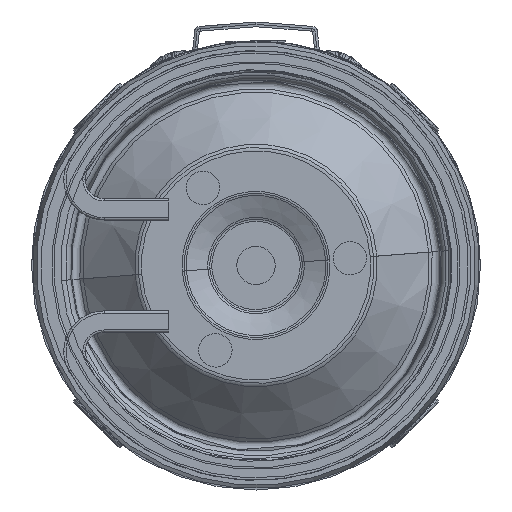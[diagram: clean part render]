
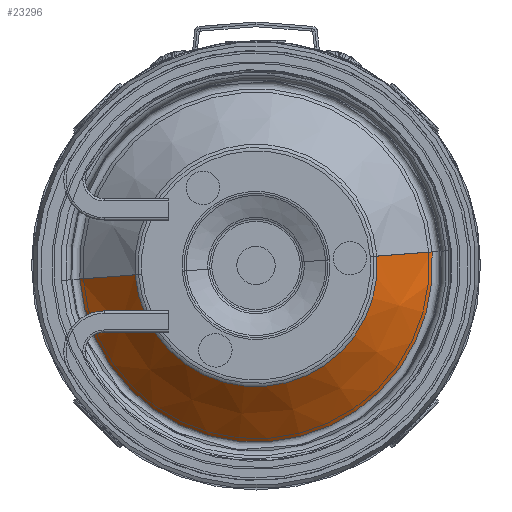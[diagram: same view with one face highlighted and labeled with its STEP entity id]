
A CAD part, front view. The second image highlights one B-rep face of the part: STEP entity #23296.
In plain terms, the highlighted conical face has half-angle 46.546 degrees and reference radius 25.375 mm.
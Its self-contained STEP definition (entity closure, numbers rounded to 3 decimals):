
#1056 = EDGE_LOOP ( 'NONE', ( #10697, #22791, #31901, #27694 ) ) ;
#1114 = CARTESIAN_POINT ( 'NONE',  ( 0., 11.526, 36.962 ) ) ;
#1921 = DIRECTION ( 'NONE',  ( 0., 1., 0. ) ) ;
#2540 = EDGE_CURVE ( 'NONE', #27749, #14855, #23495, .T. ) ;
#3678 = FACE_OUTER_BOUND ( 'NONE', #1056, .T. ) ;
#4531 = DIRECTION ( 'NONE',  ( 0., 0., 1. ) ) ;
#7314 = CONICAL_SURFACE ( 'NONE', #31246, 25.376, 0.812 ) ;
#7727 = CARTESIAN_POINT ( 'NONE',  ( 0., 0.548, 25.376 ) ) ;
#8324 = EDGE_CURVE ( 'NONE', #30733, #27749, #38007, .T. ) ;
#9126 = VERTEX_POINT ( 'NONE', #22550 ) ;
#10640 = DIRECTION ( 'NONE',  ( 0., 1., 0. ) ) ;
#10697 = ORIENTED_EDGE ( 'NONE', *, *, #32477, .F. ) ;
#13688 = CARTESIAN_POINT ( 'NONE',  ( 0., 0.548, 0. ) ) ;
#13872 = LINE ( 'NONE', #35157, #35264 ) ;
#14855 = VERTEX_POINT ( 'NONE', #1114 ) ;
#15245 = DIRECTION ( 'NONE',  ( 0., 1., 0. ) ) ;
#16053 = DIRECTION ( 'NONE',  ( 0., 0., 1. ) ) ;
#21093 = VECTOR ( 'NONE', #28792, 1000. ) ;
#22550 = CARTESIAN_POINT ( 'NONE',  ( 0., 11.526, -36.962 ) ) ;
#22791 = ORIENTED_EDGE ( 'NONE', *, *, #8324, .T. ) ;
#23279 = CARTESIAN_POINT ( 'NONE',  ( 0., 11.526, 0. ) ) ;
#23296 = ADVANCED_FACE ( 'NONE', ( #3678 ), #7314, .T. ) ;
#23495 = LINE ( 'NONE', #33193, #21093 ) ;
#25080 = AXIS2_PLACEMENT_3D ( 'NONE', #13688, #10640, #4531 ) ;
#25366 = CARTESIAN_POINT ( 'NONE',  ( 0., 0.548, 0. ) ) ;
#26018 = EDGE_CURVE ( 'NONE', #9126, #14855, #30793, .T. ) ;
#26250 = AXIS2_PLACEMENT_3D ( 'NONE', #23279, #1921, #30106 ) ;
#27694 = ORIENTED_EDGE ( 'NONE', *, *, #26018, .F. ) ;
#27749 = VERTEX_POINT ( 'NONE', #7727 ) ;
#28792 = DIRECTION ( 'NONE',  ( 0., 0.688, 0.726 ) ) ;
#30106 = DIRECTION ( 'NONE',  ( 0., 0., 1. ) ) ;
#30733 = VERTEX_POINT ( 'NONE', #39940 ) ;
#30793 = CIRCLE ( 'NONE', #26250, 36.962 ) ;
#31246 = AXIS2_PLACEMENT_3D ( 'NONE', #25366, #15245, #16053 ) ;
#31901 = ORIENTED_EDGE ( 'NONE', *, *, #2540, .T. ) ;
#32477 = EDGE_CURVE ( 'NONE', #30733, #9126, #13872, .T. ) ;
#33193 = CARTESIAN_POINT ( 'NONE',  ( 0., 0.548, 25.376 ) ) ;
#35157 = CARTESIAN_POINT ( 'NONE',  ( 0., 0.548, -25.376 ) ) ;
#35264 = VECTOR ( 'NONE', #38806, 1000. ) ;
#38007 = CIRCLE ( 'NONE', #25080, 25.376 ) ;
#38806 = DIRECTION ( 'NONE',  ( 0., 0.688, -0.726 ) ) ;
#39940 = CARTESIAN_POINT ( 'NONE',  ( 0., 0.548, -25.376 ) ) ;
